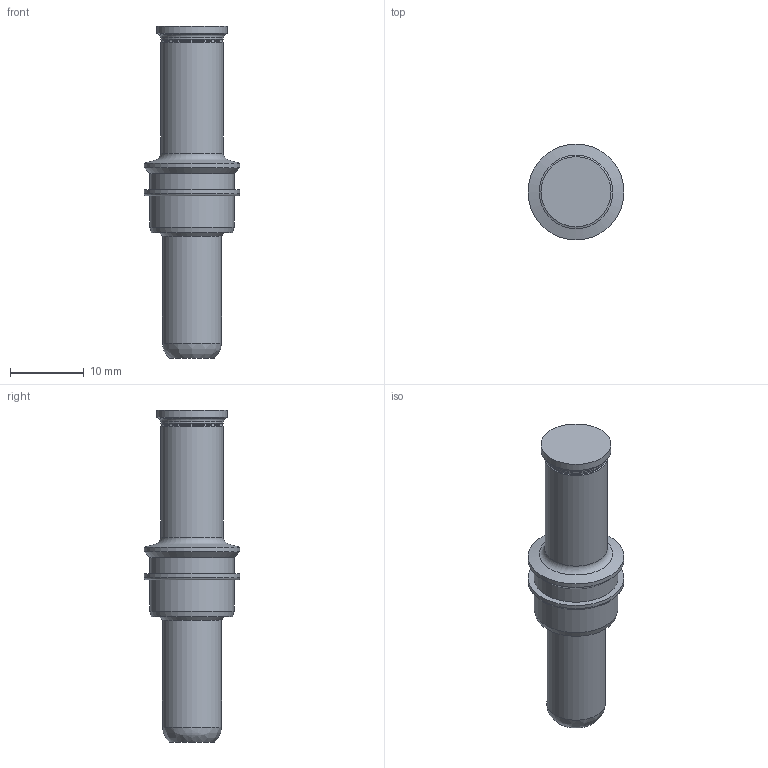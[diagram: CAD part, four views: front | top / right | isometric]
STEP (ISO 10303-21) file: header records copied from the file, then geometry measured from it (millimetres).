
FILE_DESCRIPTION(/* description */ (''),/* implementation_level */ '2;1');
FILE_NAME(/* name */ '',/* time_stamp */ '2015-06-01T08:19:24+02:00',/* author */ (''),/* organization */ (''),/* preprocessor_version */ 'ST-DEVELOPER v11',/* originating_system */ 'SIEMENS PLM Software NX 7.5',/* authorisation */ '');
FILE_SCHEMA (('CONFIG_CONTROL_DESIGN'));
Length unit declared in the file: millimetre
Products named in the file (1): N 01 080 0004 (1)_02
Bounding box: 13 x 13 x 45 mm (x, y, z)
Volume: 2950 mm3; surface area: 1548 mm2
Topology: 1 solids, 1 shells, 25 faces, 44 edges, 24 vertices
Faces by surface type: cylinder 9, cone 7, plane 5, torus 3, bspline 1
Full cylindrical faces by diameter (mm): 8 x1, 8.3 x1, 8.5 x2, 9.5 x1, 11.4 x2, 13 x2
Entity records: 603 total; most frequent: CARTESIAN_POINT 101, DIRECTION 98, AXIS2_PLACEMENT_3D 49, EDGE_LOOP 48, ORIENTED_EDGE 48, FACE_BOUND 46, ADVANCED_FACE 25, VERTEX_POINT 24
